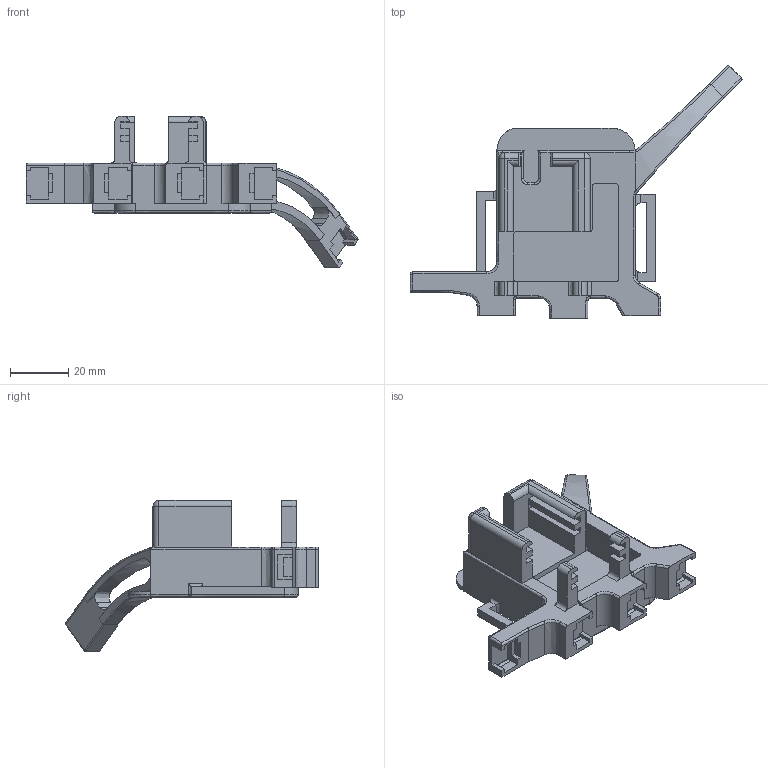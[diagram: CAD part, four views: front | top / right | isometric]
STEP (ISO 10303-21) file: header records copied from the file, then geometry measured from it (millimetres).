
FILE_DESCRIPTION(/* description */ ('','CAx-IF Rec.Pracs.---Representation and Presentation of Product Manufacturing Information (PMI)---4.0---2014-10-13'),/* implementation_level */ '2;1');
FILE_NAME(/* name */ 'Palm_1.step',/* time_stamp */ '2025-02-11T18:05:34+08:00',/* author */ (''),/* organization */ (''),/* preprocessor_version */ 'ST-DEVELOPER v20',/* originating_system */ 'Autodesk Translation Framework v13.20.0.188',/* authorisation */ '');
FILE_SCHEMA (('AP242_MANAGED_MODEL_BASED_3D_ENGINEERING_MIM_LF { 1 0 10303 442 1 1 4 }'));
Length unit declared in the file: millimetre
Products named in the file (1): 外壳右
Bounding box: 114.2 x 87.02 x 51.95 mm (x, y, z)
Volume: 26971.8 mm3; surface area: 22520 mm2
Topology: 1 solids, 1 shells, 384 faces, 1086 edges, 698 vertices
Faces by surface type: plane 246, bspline 92, cylinder 44, sphere 2
Entity records: 15906 total; most frequent: CARTESIAN_POINT 6768, ORIENTED_EDGE 2170, DIRECTION 1442, EDGE_CURVE 1085, LINE 702, VECTOR 702, VERTEX_POINT 698, EDGE_LOOP 387
